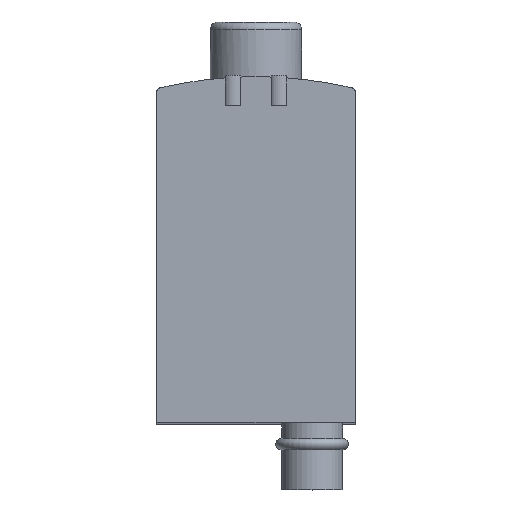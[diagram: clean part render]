
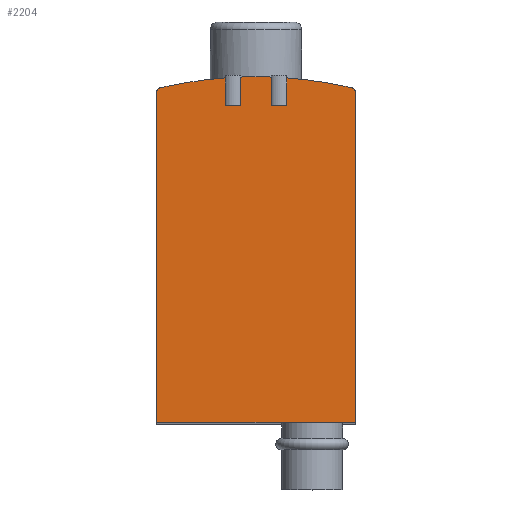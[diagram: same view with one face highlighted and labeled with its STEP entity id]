
A CAD part, top view. The second image highlights one B-rep face of the part: STEP entity #2204.
In plain terms, the highlighted planar face has unit normal (0, 0, 1).
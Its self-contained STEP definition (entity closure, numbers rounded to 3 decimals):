
#39=PLANE('',#2336);
#73=CIRCLE('',#2271,55.3);
#74=CIRCLE('',#2272,55.3);
#76=CIRCLE('',#2274,55.3);
#106=CIRCLE('',#2331,0.5);
#107=CIRCLE('',#2335,0.5);
#336=ORIENTED_EDGE('',*,*,#704,.T.);
#337=ORIENTED_EDGE('',*,*,#618,.T.);
#338=ORIENTED_EDGE('',*,*,#698,.T.);
#339=ORIENTED_EDGE('',*,*,#700,.T.);
#340=ORIENTED_EDGE('',*,*,#646,.T.);
#341=ORIENTED_EDGE('',*,*,#701,.T.);
#342=ORIENTED_EDGE('',*,*,#703,.T.);
#343=ORIENTED_EDGE('',*,*,#614,.T.);
#344=ORIENTED_EDGE('',*,*,#705,.F.);
#345=ORIENTED_EDGE('',*,*,#706,.T.);
#346=ORIENTED_EDGE('',*,*,#707,.T.);
#347=ORIENTED_EDGE('',*,*,#610,.T.);
#348=ORIENTED_EDGE('',*,*,#708,.F.);
#349=ORIENTED_EDGE('',*,*,#709,.T.);
#610=EDGE_CURVE('',#835,#834,#73,.T.);
#614=EDGE_CURVE('',#839,#838,#74,.T.);
#618=EDGE_CURVE('',#832,#842,#76,.T.);
#646=EDGE_CURVE('',#869,#868,#1007,.T.);
#698=EDGE_CURVE('',#842,#898,#106,.T.);
#700=EDGE_CURVE('',#898,#869,#1036,.T.);
#701=EDGE_CURVE('',#868,#899,#1037,.T.);
#703=EDGE_CURVE('',#899,#839,#107,.T.);
#704=EDGE_CURVE('',#900,#832,#1039,.T.);
#705=EDGE_CURVE('',#901,#838,#1040,.T.);
#706=EDGE_CURVE('',#901,#902,#1041,.T.);
#707=EDGE_CURVE('',#902,#835,#1042,.T.);
#708=EDGE_CURVE('',#903,#834,#1043,.T.);
#709=EDGE_CURVE('',#903,#900,#1044,.T.);
#832=VERTEX_POINT('',#2930);
#834=VERTEX_POINT('',#2940);
#835=VERTEX_POINT('',#2942);
#838=VERTEX_POINT('',#2954);
#839=VERTEX_POINT('',#2956);
#842=VERTEX_POINT('',#2962);
#868=VERTEX_POINT('',#3044);
#869=VERTEX_POINT('',#3046);
#898=VERTEX_POINT('',#3162);
#899=VERTEX_POINT('',#3168);
#900=VERTEX_POINT('',#3174);
#901=VERTEX_POINT('',#3176);
#902=VERTEX_POINT('',#3178);
#903=VERTEX_POINT('',#3181);
#1007=LINE('',#3045,#1145);
#1036=LINE('',#3165,#1174);
#1037=LINE('',#3167,#1175);
#1039=LINE('',#3173,#1177);
#1040=LINE('',#3175,#1178);
#1041=LINE('',#3177,#1179);
#1042=LINE('',#3179,#1180);
#1043=LINE('',#3180,#1181);
#1044=LINE('',#3182,#1182);
#1145=VECTOR('',#2500,1000.);
#1174=VECTOR('',#2623,1000.);
#1175=VECTOR('',#2626,1000.);
#1177=VECTOR('',#2634,1000.);
#1178=VECTOR('',#2635,1000.);
#1179=VECTOR('',#2636,1000.);
#1180=VECTOR('',#2637,1000.);
#1181=VECTOR('',#2638,1000.);
#1182=VECTOR('',#2639,1000.);
#1299=EDGE_LOOP('',(#336,#337,#338,#339,#340,#341,#342,#343,#344,#345,#346,
#347,#348,#349));
#1413=FACE_BOUND('',#1299,.T.);
#2204=ADVANCED_FACE('',(#1413),#39,.T.);
#2271=AXIS2_PLACEMENT_3D('',#2941,#2448,#2449);
#2272=AXIS2_PLACEMENT_3D('',#2955,#2452,#2453);
#2274=AXIS2_PLACEMENT_3D('',#2963,#2458,#2459);
#2331=AXIS2_PLACEMENT_3D('',#3161,#2618,#2619);
#2335=AXIS2_PLACEMENT_3D('',#3171,#2630,#2631);
#2336=AXIS2_PLACEMENT_3D('',#3172,#2632,#2633);
#2448=DIRECTION('',(0.,0.,1.));
#2449=DIRECTION('',(1.,0.,0.));
#2452=DIRECTION('',(0.,0.,1.));
#2453=DIRECTION('',(1.,0.,0.));
#2458=DIRECTION('',(0.,0.,1.));
#2459=DIRECTION('',(1.,0.,0.));
#2500=DIRECTION('',(1.,0.,0.));
#2618=DIRECTION('',(0.,0.,1.));
#2619=DIRECTION('',(1.,0.,0.));
#2623=DIRECTION('',(0.,-1.,0.));
#2626=DIRECTION('',(0.,1.,0.));
#2630=DIRECTION('',(0.,0.,1.));
#2631=DIRECTION('',(1.,0.,0.));
#2632=DIRECTION('',(0.,0.,1.));
#2633=DIRECTION('',(1.,0.,0.));
#2634=DIRECTION('',(0.,1.,0.));
#2635=DIRECTION('',(0.,1.,0.));
#2636=DIRECTION('',(-1.,0.,0.));
#2637=DIRECTION('',(0.,1.,0.));
#2638=DIRECTION('',(0.,1.,0.));
#2639=DIRECTION('',(-1.,0.,0.));
#2930=CARTESIAN_POINT('',(-4.,45.155,100.5));
#2940=CARTESIAN_POINT('',(-2.,45.264,100.5));
#2941=CARTESIAN_POINT('',(0.,-10.,100.5));
#2942=CARTESIAN_POINT('',(2.,45.264,100.5));
#2954=CARTESIAN_POINT('',(4.,45.155,100.5));
#2955=CARTESIAN_POINT('',(0.,-10.,100.5));
#2956=CARTESIAN_POINT('',(12.614,43.842,100.5));
#2962=CARTESIAN_POINT('',(-12.614,43.842,100.5));
#2963=CARTESIAN_POINT('',(0.,-10.,100.5));
#3044=CARTESIAN_POINT('',(13.,0.,100.5));
#3045=CARTESIAN_POINT('',(-13.,0.,100.5));
#3046=CARTESIAN_POINT('',(-13.,0.,100.5));
#3161=CARTESIAN_POINT('',(-12.5,43.355,100.5));
#3162=CARTESIAN_POINT('',(-13.,43.355,100.5));
#3165=CARTESIAN_POINT('',(-13.,43.355,100.5));
#3167=CARTESIAN_POINT('',(13.,0.,100.5));
#3168=CARTESIAN_POINT('',(13.,43.355,100.5));
#3171=CARTESIAN_POINT('',(12.5,43.355,100.5));
#3172=CARTESIAN_POINT('',(-12.5,43.355,100.5));
#3173=CARTESIAN_POINT('',(-4.,41.5,100.5));
#3174=CARTESIAN_POINT('',(-4.,41.5,100.5));
#3175=CARTESIAN_POINT('',(4.,41.5,100.5));
#3176=CARTESIAN_POINT('',(4.,41.5,100.5));
#3177=CARTESIAN_POINT('',(-12.5,41.5,100.5));
#3178=CARTESIAN_POINT('',(2.,41.5,100.5));
#3179=CARTESIAN_POINT('',(2.,41.5,100.5));
#3180=CARTESIAN_POINT('',(-2.,41.5,100.5));
#3181=CARTESIAN_POINT('',(-2.,41.5,100.5));
#3182=CARTESIAN_POINT('',(-12.5,41.5,100.5));
